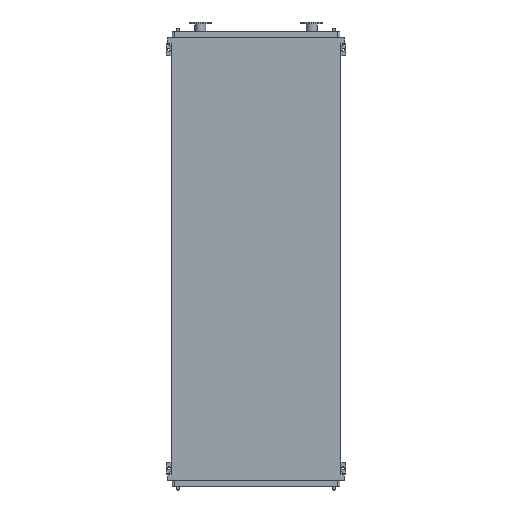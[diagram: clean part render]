
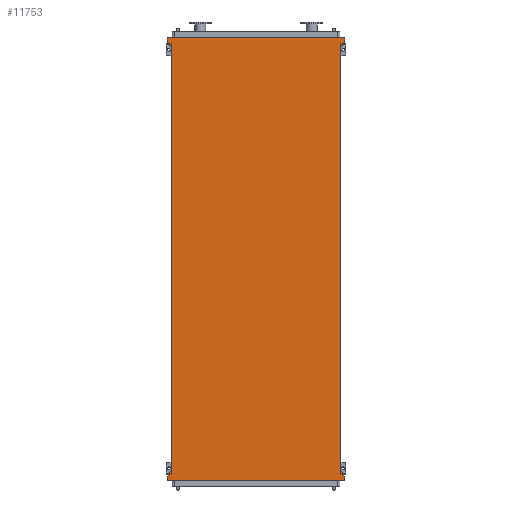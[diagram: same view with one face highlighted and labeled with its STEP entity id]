
A CAD part, front view. The second image highlights one B-rep face of the part: STEP entity #11753.
In plain terms, the highlighted planar face has unit normal (0, -1, 0).
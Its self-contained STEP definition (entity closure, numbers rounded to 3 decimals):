
#106 = CARTESIAN_POINT ( 'NONE',  ( 845., 0., -4250. ) ) ;
#138 = EDGE_CURVE ( 'NONE', #4379, #18204, #10221, .T. ) ;
#203 = LINE ( 'NONE', #1132, #11661 ) ;
#575 = ORIENTED_EDGE ( 'NONE', *, *, #13833, .F. ) ;
#730 = VECTOR ( 'NONE', #16928, 1000. ) ;
#748 = VERTEX_POINT ( 'NONE', #15743 ) ;
#820 = CARTESIAN_POINT ( 'NONE',  ( -845., 0., 0. ) ) ;
#1132 = CARTESIAN_POINT ( 'NONE',  ( 891., 0., -4303. ) ) ;
#1350 = CARTESIAN_POINT ( 'NONE',  ( -845., 0., -4250. ) ) ;
#1503 = EDGE_CURVE ( 'NONE', #18204, #4333, #13419, .T. ) ;
#1816 = AXIS2_PLACEMENT_3D ( 'NONE', #1350, #19211, #10346 ) ;
#2309 = VERTEX_POINT ( 'NONE', #5114 ) ;
#2487 = CARTESIAN_POINT ( 'NONE',  ( -891., 0., 53. ) ) ;
#2572 = CARTESIAN_POINT ( 'NONE',  ( -845., 0., -4250. ) ) ;
#2921 = EDGE_LOOP ( 'NONE', ( #8594, #6311, #7342, #18158, #7061, #8607, #10487, #13349, #6825, #11233, #575, #18342 ) ) ;
#3270 = VECTOR ( 'NONE', #16926, 1000. ) ;
#4007 = VERTEX_POINT ( 'NONE', #7244 ) ;
#4327 = LINE ( 'NONE', #19289, #19139 ) ;
#4333 = VERTEX_POINT ( 'NONE', #820 ) ;
#4343 = EDGE_CURVE ( 'NONE', #4333, #11006, #7055, .T. ) ;
#4379 = VERTEX_POINT ( 'NONE', #18702 ) ;
#4517 = VERTEX_POINT ( 'NONE', #13130 ) ;
#5114 = CARTESIAN_POINT ( 'NONE',  ( -891., 0., 95. ) ) ;
#5279 = CARTESIAN_POINT ( 'NONE',  ( 891., 0., 53. ) ) ;
#5544 = DIRECTION ( 'NONE',  ( 0., 0., 1. ) ) ;
#5609 = EDGE_CURVE ( 'NONE', #2309, #4517, #4327, .T. ) ;
#5856 = EDGE_CURVE ( 'NONE', #14018, #748, #11958, .T. ) ;
#6063 = VECTOR ( 'NONE', #8965, 1000. ) ;
#6311 = ORIENTED_EDGE ( 'NONE', *, *, #15711, .F. ) ;
#6355 = CARTESIAN_POINT ( 'NONE',  ( -891., 0., 53. ) ) ;
#6778 = CARTESIAN_POINT ( 'NONE',  ( -845., 0., 0. ) ) ;
#6780 = DIRECTION ( 'NONE',  ( 0., 0., 1. ) ) ;
#6825 = ORIENTED_EDGE ( 'NONE', *, *, #18990, .F. ) ;
#6850 = VERTEX_POINT ( 'NONE', #11435 ) ;
#6942 = VERTEX_POINT ( 'NONE', #17577 ) ;
#7055 = LINE ( 'NONE', #6778, #10542 ) ;
#7061 = ORIENTED_EDGE ( 'NONE', *, *, #9532, .F. ) ;
#7244 = CARTESIAN_POINT ( 'NONE',  ( -891., 0., -4345. ) ) ;
#7336 = CARTESIAN_POINT ( 'NONE',  ( -845., 0., -4250. ) ) ;
#7342 = ORIENTED_EDGE ( 'NONE', *, *, #12623, .F. ) ;
#7396 = CARTESIAN_POINT ( 'NONE',  ( 891., 0., 53. ) ) ;
#8031 = VECTOR ( 'NONE', #18446, 1000. ) ;
#8532 = DIRECTION ( 'NONE',  ( 0., 0., -1. ) ) ;
#8594 = ORIENTED_EDGE ( 'NONE', *, *, #5856, .T. ) ;
#8607 = ORIENTED_EDGE ( 'NONE', *, *, #4343, .F. ) ;
#8737 = EDGE_CURVE ( 'NONE', #14018, #6850, #13489, .T. ) ;
#8858 = PLANE ( 'NONE',  #1816 ) ;
#8965 = DIRECTION ( 'NONE',  ( 0.655, 0., -0.755 ) ) ;
#8976 = LINE ( 'NONE', #16429, #15003 ) ;
#9009 = FACE_OUTER_BOUND ( 'NONE', #2921, .T. ) ;
#9491 = VECTOR ( 'NONE', #5544, 1000. ) ;
#9532 = EDGE_CURVE ( 'NONE', #11006, #2309, #10677, .T. ) ;
#9547 = CARTESIAN_POINT ( 'NONE',  ( 891., 0., 95. ) ) ;
#9664 = VECTOR ( 'NONE', #6780, 1000. ) ;
#9832 = DIRECTION ( 'NONE',  ( -0.655, 0., 0.755 ) ) ;
#10221 = LINE ( 'NONE', #11051, #17629 ) ;
#10346 = DIRECTION ( 'NONE',  ( 0., 0., -1. ) ) ;
#10487 = ORIENTED_EDGE ( 'NONE', *, *, #1503, .F. ) ;
#10542 = VECTOR ( 'NONE', #9832, 1000. ) ;
#10543 = DIRECTION ( 'NONE',  ( -1., 0., 0. ) ) ;
#10677 = LINE ( 'NONE', #6355, #3270 ) ;
#11006 = VERTEX_POINT ( 'NONE', #2487 ) ;
#11051 = CARTESIAN_POINT ( 'NONE',  ( -891., 0., -4303. ) ) ;
#11233 = ORIENTED_EDGE ( 'NONE', *, *, #18882, .F. ) ;
#11367 = LINE ( 'NONE', #5279, #14391 ) ;
#11435 = CARTESIAN_POINT ( 'NONE',  ( 891., 0., -4303. ) ) ;
#11661 = VECTOR ( 'NONE', #8532, 1000. ) ;
#11753 = ADVANCED_FACE ( 'NONE', ( #9009 ), #8858, .T. ) ;
#11802 = CARTESIAN_POINT ( 'NONE',  ( 845., 0., -4250. ) ) ;
#11958 = LINE ( 'NONE', #16972, #8031 ) ;
#12419 = VERTEX_POINT ( 'NONE', #7396 ) ;
#12623 = EDGE_CURVE ( 'NONE', #4517, #12419, #12638, .T. ) ;
#12638 = LINE ( 'NONE', #9547, #730 ) ;
#12667 = DIRECTION ( 'NONE',  ( -0.655, 0., -0.755 ) ) ;
#12694 = CARTESIAN_POINT ( 'NONE',  ( -891., 0., -4345. ) ) ;
#13130 = CARTESIAN_POINT ( 'NONE',  ( 891., 0., 95. ) ) ;
#13349 = ORIENTED_EDGE ( 'NONE', *, *, #138, .F. ) ;
#13419 = LINE ( 'NONE', #2572, #9491 ) ;
#13489 = LINE ( 'NONE', #11802, #6063 ) ;
#13833 = EDGE_CURVE ( 'NONE', #6850, #6942, #203, .T. ) ;
#14018 = VERTEX_POINT ( 'NONE', #106 ) ;
#14033 = DIRECTION ( 'NONE',  ( 0.655, 0., 0.755 ) ) ;
#14391 = VECTOR ( 'NONE', #12667, 1000. ) ;
#15003 = VECTOR ( 'NONE', #10543, 1000. ) ;
#15711 = EDGE_CURVE ( 'NONE', #12419, #748, #11367, .T. ) ;
#15743 = CARTESIAN_POINT ( 'NONE',  ( 845., 0., 0. ) ) ;
#16323 = DIRECTION ( 'NONE',  ( 1., 0., 0. ) ) ;
#16429 = CARTESIAN_POINT ( 'NONE',  ( 891., 0., -4345. ) ) ;
#16926 = DIRECTION ( 'NONE',  ( 0., 0., 1. ) ) ;
#16928 = DIRECTION ( 'NONE',  ( 0., 0., -1. ) ) ;
#16972 = CARTESIAN_POINT ( 'NONE',  ( 845., 0., -4250. ) ) ;
#17530 = LINE ( 'NONE', #12694, #9664 ) ;
#17577 = CARTESIAN_POINT ( 'NONE',  ( 891., 0., -4345. ) ) ;
#17629 = VECTOR ( 'NONE', #14033, 1000. ) ;
#18158 = ORIENTED_EDGE ( 'NONE', *, *, #5609, .F. ) ;
#18204 = VERTEX_POINT ( 'NONE', #7336 ) ;
#18342 = ORIENTED_EDGE ( 'NONE', *, *, #8737, .F. ) ;
#18446 = DIRECTION ( 'NONE',  ( 0., 0., 1. ) ) ;
#18702 = CARTESIAN_POINT ( 'NONE',  ( -891., 0., -4303. ) ) ;
#18882 = EDGE_CURVE ( 'NONE', #6942, #4007, #8976, .T. ) ;
#18990 = EDGE_CURVE ( 'NONE', #4007, #4379, #17530, .T. ) ;
#19139 = VECTOR ( 'NONE', #16323, 1000. ) ;
#19211 = DIRECTION ( 'NONE',  ( 0., -1., 0. ) ) ;
#19289 = CARTESIAN_POINT ( 'NONE',  ( -891., 0., 95. ) ) ;
